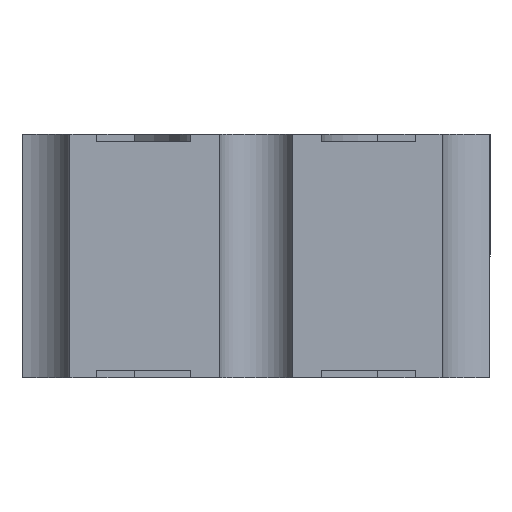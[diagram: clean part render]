
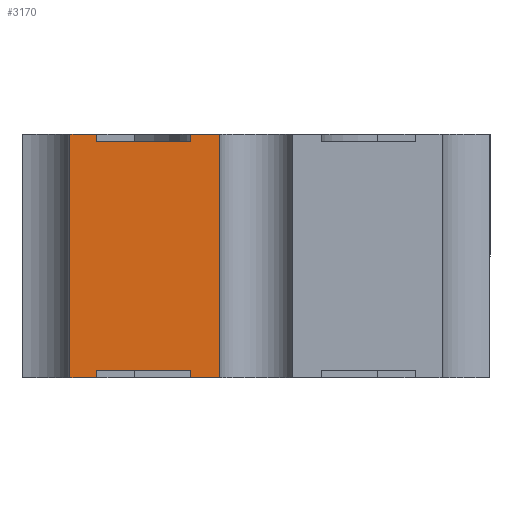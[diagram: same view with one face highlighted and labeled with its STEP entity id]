
A CAD part, left-side view. The second image highlights one B-rep face of the part: STEP entity #3170.
In plain terms, the highlighted planar face has unit normal (-1, 0, 0).
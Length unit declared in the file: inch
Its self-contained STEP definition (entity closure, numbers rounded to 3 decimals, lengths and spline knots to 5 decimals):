
#64 = CARTESIAN_POINT ( 'NONE',  ( -0.1, 0.00968, 0. ) ) ;
#333 = DIRECTION ( 'NONE',  ( 0., 0., -1. ) ) ;
#342 = VECTOR ( 'NONE', #11517, 39.37008 ) ;
#365 = DIRECTION ( 'NONE',  ( 0., 0., -1. ) ) ;
#381 = LINE ( 'NONE', #1448, #11566 ) ;
#391 = LINE ( 'NONE', #5265, #9854 ) ;
#1196 = ORIENTED_EDGE ( 'NONE', *, *, #12060, .T. ) ;
#1280 = CARTESIAN_POINT ( 'NONE',  ( -0.1, 0.0497, 0.065 ) ) ;
#1448 = CARTESIAN_POINT ( 'NONE',  ( -0.1, 0.0175, 0.063 ) ) ;
#1484 = DIRECTION ( 'NONE',  ( 0., 1., 0. ) ) ;
#2258 = EDGE_CURVE ( 'NONE', #12352, #11596, #10045, .T. ) ;
#2271 = VECTOR ( 'NONE', #11089, 39.37008 ) ;
#2286 = ORIENTED_EDGE ( 'NONE', *, *, #8311, .F. ) ;
#2457 = CARTESIAN_POINT ( 'NONE',  ( -0.1, 0.0425, 0.063 ) ) ;
#2547 = CARTESIAN_POINT ( 'NONE',  ( -0.1, 0., 0.065 ) ) ;
#2657 = CARTESIAN_POINT ( 'NONE',  ( -0.1, 0.0175, 0.063 ) ) ;
#2699 = DIRECTION ( 'NONE',  ( 1., 0., 0. ) ) ;
#2958 = EDGE_CURVE ( 'NONE', #3392, #12053, #6604, .T. ) ;
#3133 = VECTOR ( 'NONE', #1484, 39.37008 ) ;
#3170 = ADVANCED_FACE ( 'NONE', ( #9765 ), #3707, .F. ) ;
#3309 = EDGE_CURVE ( 'NONE', #11543, #9398, #7027, .T. ) ;
#3392 = VERTEX_POINT ( 'NONE', #1280 ) ;
#3397 = CARTESIAN_POINT ( 'NONE',  ( -0.1, 0.0497, 0.002 ) ) ;
#3406 = CARTESIAN_POINT ( 'NONE',  ( -0.1, 0.0425, 0.002 ) ) ;
#3552 = CARTESIAN_POINT ( 'NONE',  ( -0.1, 0.0425, 0.002 ) ) ;
#3574 = EDGE_CURVE ( 'NONE', #12712, #4194, #6623, .T. ) ;
#3707 = PLANE ( 'NONE',  #5256 ) ;
#3872 = ORIENTED_EDGE ( 'NONE', *, *, #12114, .T. ) ;
#4022 = ORIENTED_EDGE ( 'NONE', *, *, #10278, .T. ) ;
#4084 = DIRECTION ( 'NONE',  ( 0., -1., 0. ) ) ;
#4138 = CARTESIAN_POINT ( 'NONE',  ( -0.1, 0.0175, 0.065 ) ) ;
#4153 = ORIENTED_EDGE ( 'NONE', *, *, #7604, .T. ) ;
#4194 = VERTEX_POINT ( 'NONE', #4138 ) ;
#4367 = EDGE_LOOP ( 'NONE', ( #2286, #7375, #7218, #4022, #12778, #4153, #8814, #1196, #3872, #8509, #4540, #12059 ) ) ;
#4427 = LINE ( 'NONE', #2547, #12826 ) ;
#4460 = DIRECTION ( 'NONE',  ( 0., 0., 1. ) ) ;
#4540 = ORIENTED_EDGE ( 'NONE', *, *, #11883, .F. ) ;
#4704 = CARTESIAN_POINT ( 'NONE',  ( -0.1, 0.00968, 0.002 ) ) ;
#4994 = VECTOR ( 'NONE', #13001, 39.37008 ) ;
#5256 = AXIS2_PLACEMENT_3D ( 'NONE', #4704, #2699, #365 ) ;
#5265 = CARTESIAN_POINT ( 'NONE',  ( -0.1, 0.0175, 0.002 ) ) ;
#5562 = DIRECTION ( 'NONE',  ( 0., 0., -1. ) ) ;
#5597 = LINE ( 'NONE', #2457, #12072 ) ;
#5630 = EDGE_CURVE ( 'NONE', #11596, #8889, #5597, .T. ) ;
#5695 = CARTESIAN_POINT ( 'NONE',  ( -0.1, 0.00968, 0.002 ) ) ;
#5955 = CARTESIAN_POINT ( 'NONE',  ( -0.1, 0.0175, 0.002 ) ) ;
#6027 = CARTESIAN_POINT ( 'NONE',  ( -0.1, 0.0425, 0.065 ) ) ;
#6529 = DIRECTION ( 'NONE',  ( 0., 0., -1. ) ) ;
#6604 = LINE ( 'NONE', #3397, #342 ) ;
#6623 = LINE ( 'NONE', #10613, #3133 ) ;
#6861 = CARTESIAN_POINT ( 'NONE',  ( -0.1, 0., 0.063 ) ) ;
#7027 = LINE ( 'NONE', #10887, #2271 ) ;
#7218 = ORIENTED_EDGE ( 'NONE', *, *, #5630, .T. ) ;
#7375 = ORIENTED_EDGE ( 'NONE', *, *, #2258, .T. ) ;
#7576 = VERTEX_POINT ( 'NONE', #11885 ) ;
#7604 = EDGE_CURVE ( 'NONE', #12053, #7576, #12812, .T. ) ;
#8311 = EDGE_CURVE ( 'NONE', #12352, #4194, #381, .T. ) ;
#8509 = ORIENTED_EDGE ( 'NONE', *, *, #3309, .T. ) ;
#8606 = VECTOR ( 'NONE', #5562, 39.37008 ) ;
#8685 = DIRECTION ( 'NONE',  ( 0., 1., 0. ) ) ;
#8799 = DIRECTION ( 'NONE',  ( 0., 1., 0. ) ) ;
#8814 = ORIENTED_EDGE ( 'NONE', *, *, #10689, .F. ) ;
#8889 = VERTEX_POINT ( 'NONE', #6027 ) ;
#9251 = VERTEX_POINT ( 'NONE', #12870 ) ;
#9254 = LINE ( 'NONE', #5955, #4994 ) ;
#9398 = VERTEX_POINT ( 'NONE', #64 ) ;
#9426 = VECTOR ( 'NONE', #333, 39.37008 ) ;
#9765 = FACE_OUTER_BOUND ( 'NONE', #4367, .T. ) ;
#9820 = CARTESIAN_POINT ( 'NONE',  ( -0.1, 0.0175, 0. ) ) ;
#9854 = VECTOR ( 'NONE', #6529, 39.37008 ) ;
#9940 = CARTESIAN_POINT ( 'NONE',  ( -0.1, 0.0497, 0. ) ) ;
#10045 = LINE ( 'NONE', #6861, #12768 ) ;
#10278 = EDGE_CURVE ( 'NONE', #8889, #3392, #4427, .T. ) ;
#10351 = VERTEX_POINT ( 'NONE', #3552 ) ;
#10586 = DIRECTION ( 'NONE',  ( 0., 0., 1. ) ) ;
#10613 = CARTESIAN_POINT ( 'NONE',  ( -0.1, 0., 0.065 ) ) ;
#10689 = EDGE_CURVE ( 'NONE', #10351, #7576, #11592, .T. ) ;
#10887 = CARTESIAN_POINT ( 'NONE',  ( -0.1, 0.00968, 0. ) ) ;
#11089 = DIRECTION ( 'NONE',  ( 0., -1., 0. ) ) ;
#11360 = VECTOR ( 'NONE', #4084, 39.37008 ) ;
#11517 = DIRECTION ( 'NONE',  ( 0., 0., -1. ) ) ;
#11543 = VERTEX_POINT ( 'NONE', #9820 ) ;
#11566 = VECTOR ( 'NONE', #4460, 39.37008 ) ;
#11592 = LINE ( 'NONE', #3406, #9426 ) ;
#11596 = VERTEX_POINT ( 'NONE', #13087 ) ;
#11753 = CARTESIAN_POINT ( 'NONE',  ( -0.1, 0.00968, 0.065 ) ) ;
#11883 = EDGE_CURVE ( 'NONE', #12712, #9398, #12540, .T. ) ;
#11885 = CARTESIAN_POINT ( 'NONE',  ( -0.1, 0.0425, 0. ) ) ;
#12053 = VERTEX_POINT ( 'NONE', #9940 ) ;
#12059 = ORIENTED_EDGE ( 'NONE', *, *, #3574, .T. ) ;
#12060 = EDGE_CURVE ( 'NONE', #10351, #9251, #9254, .T. ) ;
#12072 = VECTOR ( 'NONE', #10586, 39.37008 ) ;
#12114 = EDGE_CURVE ( 'NONE', #9251, #11543, #391, .T. ) ;
#12352 = VERTEX_POINT ( 'NONE', #2657 ) ;
#12540 = LINE ( 'NONE', #5695, #8606 ) ;
#12712 = VERTEX_POINT ( 'NONE', #11753 ) ;
#12768 = VECTOR ( 'NONE', #8799, 39.37008 ) ;
#12778 = ORIENTED_EDGE ( 'NONE', *, *, #2958, .T. ) ;
#12812 = LINE ( 'NONE', #13132, #11360 ) ;
#12826 = VECTOR ( 'NONE', #8685, 39.37008 ) ;
#12870 = CARTESIAN_POINT ( 'NONE',  ( -0.1, 0.0175, 0.002 ) ) ;
#13001 = DIRECTION ( 'NONE',  ( 0., -1., 0. ) ) ;
#13087 = CARTESIAN_POINT ( 'NONE',  ( -0.1, 0.0425, 0.063 ) ) ;
#13132 = CARTESIAN_POINT ( 'NONE',  ( -0.1, 0.00968, 0. ) ) ;
